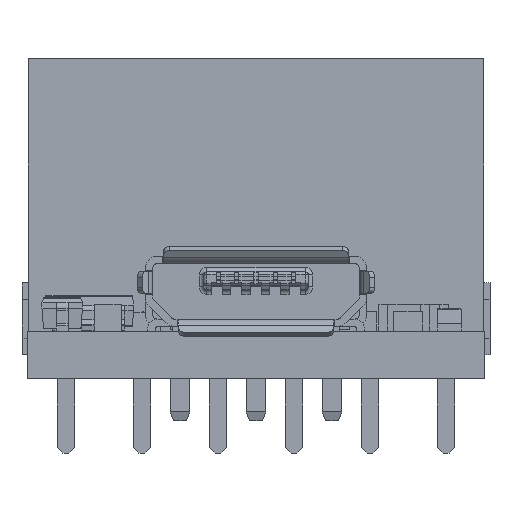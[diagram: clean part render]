
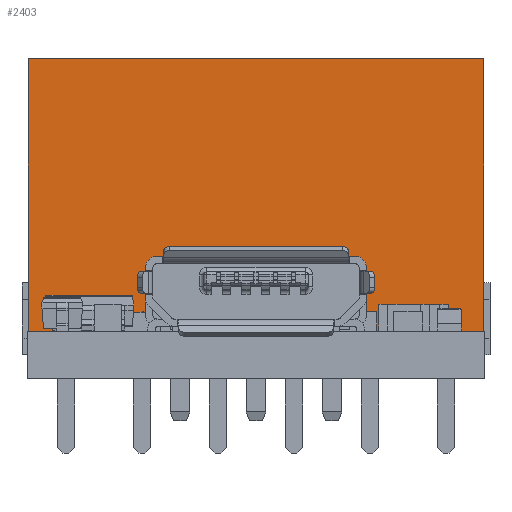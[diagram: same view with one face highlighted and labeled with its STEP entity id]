
A CAD part, left-side view. The second image highlights one B-rep face of the part: STEP entity #2403.
In plain terms, the highlighted planar face has unit normal (-1, 0, 0).
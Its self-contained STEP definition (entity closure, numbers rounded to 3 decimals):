
#1088 = VERTEX_POINT ( 'NONE', #32328 ) ;
#1162 = VECTOR ( 'NONE', #60141, 1000. ) ;
#2403 = ADVANCED_FACE ( 'NONE', ( #39764 ), #91339, .F. ) ;
#5449 = ORIENTED_EDGE ( 'NONE', *, *, #27386, .F. ) ;
#6506 = CARTESIAN_POINT ( 'NONE',  ( 22.875, 0.01, 10.675 ) ) ;
#7537 = VECTOR ( 'NONE', #44584, 1000. ) ;
#14841 = CARTESIAN_POINT ( 'NONE',  ( 22.875, 15.23, 10.675 ) ) ;
#15543 = LINE ( 'NONE', #67383, #7537 ) ;
#17278 = LINE ( 'NONE', #73964, #21924 ) ;
#21901 = DIRECTION ( 'NONE',  ( 0., -1., 0. ) ) ;
#21924 = VECTOR ( 'NONE', #21901, 1000. ) ;
#26605 = EDGE_LOOP ( 'NONE', ( #43822, #30524, #5449, #81972 ) ) ;
#27386 = EDGE_CURVE ( 'NONE', #63605, #89182, #54115, .T. ) ;
#30524 = ORIENTED_EDGE ( 'NONE', *, *, #86139, .F. ) ;
#32328 = CARTESIAN_POINT ( 'NONE',  ( 22.875, 15.23, 1.575 ) ) ;
#39764 = FACE_OUTER_BOUND ( 'NONE', #26605, .T. ) ;
#43822 = ORIENTED_EDGE ( 'NONE', *, *, #93578, .T. ) ;
#44354 = VECTOR ( 'NONE', #46778, 1000. ) ;
#44584 = DIRECTION ( 'NONE',  ( 0., 0., -1. ) ) ;
#46778 = DIRECTION ( 'NONE',  ( 0., 0., -1. ) ) ;
#47418 = CARTESIAN_POINT ( 'NONE',  ( 22.875, 0.01, 4.075 ) ) ;
#48560 = CARTESIAN_POINT ( 'NONE',  ( 22.875, 15.23, 4.075 ) ) ;
#48643 = EDGE_CURVE ( 'NONE', #63605, #1088, #15543, .T. ) ;
#54115 = LINE ( 'NONE', #14841, #1162 ) ;
#56618 = CARTESIAN_POINT ( 'NONE',  ( 22.875, 15.23, 10.675 ) ) ;
#60141 = DIRECTION ( 'NONE',  ( 0., -1., 0. ) ) ;
#62034 = AXIS2_PLACEMENT_3D ( 'NONE', #48560, #69467, #92302 ) ;
#63605 = VERTEX_POINT ( 'NONE', #56618 ) ;
#67383 = CARTESIAN_POINT ( 'NONE',  ( 22.875, 15.23, 4.075 ) ) ;
#69467 = DIRECTION ( 'NONE',  ( 1., 0., 0. ) ) ;
#71532 = VERTEX_POINT ( 'NONE', #85968 ) ;
#73964 = CARTESIAN_POINT ( 'NONE',  ( 22.875, 15.23, 1.575 ) ) ;
#81972 = ORIENTED_EDGE ( 'NONE', *, *, #48643, .T. ) ;
#83468 = LINE ( 'NONE', #47418, #44354 ) ;
#85968 = CARTESIAN_POINT ( 'NONE',  ( 22.875, 0.01, 1.575 ) ) ;
#86139 = EDGE_CURVE ( 'NONE', #89182, #71532, #83468, .T. ) ;
#89182 = VERTEX_POINT ( 'NONE', #6506 ) ;
#91339 = PLANE ( 'NONE',  #62034 ) ;
#92302 = DIRECTION ( 'NONE',  ( 0., 0., -1. ) ) ;
#93578 = EDGE_CURVE ( 'NONE', #1088, #71532, #17278, .T. ) ;
